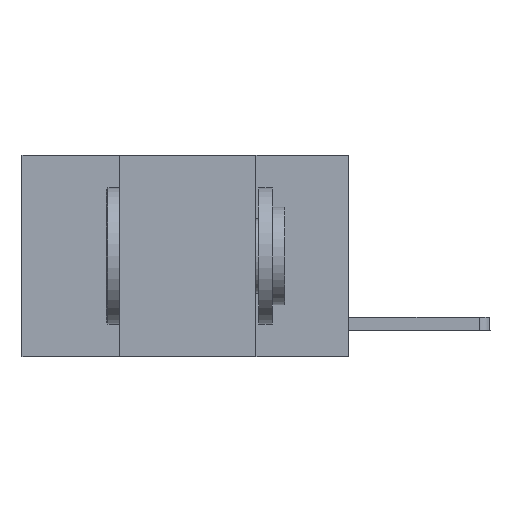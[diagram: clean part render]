
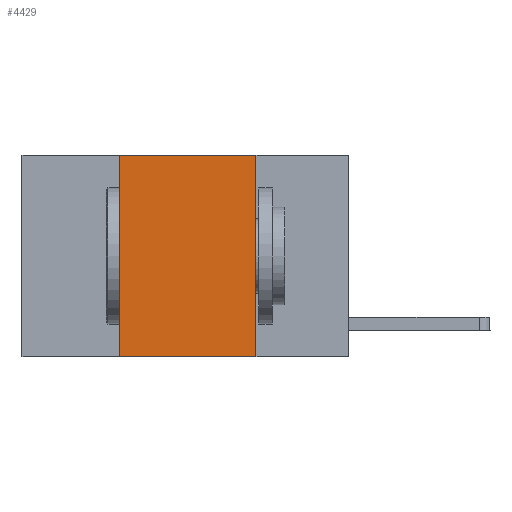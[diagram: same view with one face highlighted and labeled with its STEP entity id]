
A CAD part, left-side view. The second image highlights one B-rep face of the part: STEP entity #4429.
In plain terms, the highlighted planar face has unit normal (-1, 0, 0).
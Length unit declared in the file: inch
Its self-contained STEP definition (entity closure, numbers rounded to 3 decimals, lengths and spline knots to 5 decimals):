
#750 = ORIENTED_EDGE ( 'NONE', *, *, #11167, .F. ) ;
#764 = DIRECTION ( 'NONE',  ( 0., -1., 0. ) ) ;
#961 = CARTESIAN_POINT ( 'NONE',  ( 0., 0.42, 0. ) ) ;
#1463 = VECTOR ( 'NONE', #3573, 39.37008 ) ;
#1559 = DIRECTION ( 'NONE',  ( 1., 0., 0. ) ) ;
#1646 = CARTESIAN_POINT ( 'NONE',  ( 0., 0.17, 0. ) ) ;
#2195 = VERTEX_POINT ( 'NONE', #5835 ) ;
#2271 = EDGE_CURVE ( 'NONE', #5027, #10043, #5204, .T. ) ;
#2550 = VECTOR ( 'NONE', #8715, 39.37008 ) ;
#3080 = CARTESIAN_POINT ( 'NONE',  ( 0., 0.42, 0. ) ) ;
#3268 = CARTESIAN_POINT ( 'NONE',  ( 0., 0.6, 0. ) ) ;
#3573 = DIRECTION ( 'NONE',  ( 0., 0., 1. ) ) ;
#3659 = ORIENTED_EDGE ( 'NONE', *, *, #10672, .F. ) ;
#4226 = LINE ( 'NONE', #1646, #2550 ) ;
#4248 = PLANE ( 'NONE',  #7335 ) ;
#4429 = ADVANCED_FACE ( 'NONE', ( #11105 ), #4248, .F. ) ;
#4620 = EDGE_CURVE ( 'NONE', #2195, #8379, #6596, .T. ) ;
#4785 = VECTOR ( 'NONE', #8374, 39.37008 ) ;
#4990 = VECTOR ( 'NONE', #764, 39.37008 ) ;
#5027 = VERTEX_POINT ( 'NONE', #3080 ) ;
#5204 = LINE ( 'NONE', #3268, #4990 ) ;
#5835 = CARTESIAN_POINT ( 'NONE',  ( 0., 0.42, -0.37 ) ) ;
#6596 = LINE ( 'NONE', #10093, #4785 ) ;
#7223 = EDGE_LOOP ( 'NONE', ( #3659, #7255, #750, #11133 ) ) ;
#7255 = ORIENTED_EDGE ( 'NONE', *, *, #2271, .F. ) ;
#7335 = AXIS2_PLACEMENT_3D ( 'NONE', #11169, #1559, #9396 ) ;
#7468 = CARTESIAN_POINT ( 'NONE',  ( 0., 0.17, -0.37 ) ) ;
#7895 = LINE ( 'NONE', #961, #1463 ) ;
#8374 = DIRECTION ( 'NONE',  ( 0., -1., 0. ) ) ;
#8379 = VERTEX_POINT ( 'NONE', #7468 ) ;
#8715 = DIRECTION ( 'NONE',  ( 0., 0., -1. ) ) ;
#9396 = DIRECTION ( 'NONE',  ( 0., 0., -1. ) ) ;
#10043 = VERTEX_POINT ( 'NONE', #10547 ) ;
#10093 = CARTESIAN_POINT ( 'NONE',  ( 0., 0.6, -0.37 ) ) ;
#10547 = CARTESIAN_POINT ( 'NONE',  ( 0., 0.17, 0. ) ) ;
#10672 = EDGE_CURVE ( 'NONE', #10043, #8379, #4226, .T. ) ;
#11105 = FACE_OUTER_BOUND ( 'NONE', #7223, .T. ) ;
#11133 = ORIENTED_EDGE ( 'NONE', *, *, #4620, .T. ) ;
#11167 = EDGE_CURVE ( 'NONE', #2195, #5027, #7895, .T. ) ;
#11169 = CARTESIAN_POINT ( 'NONE',  ( 0., 0.6, 0. ) ) ;
